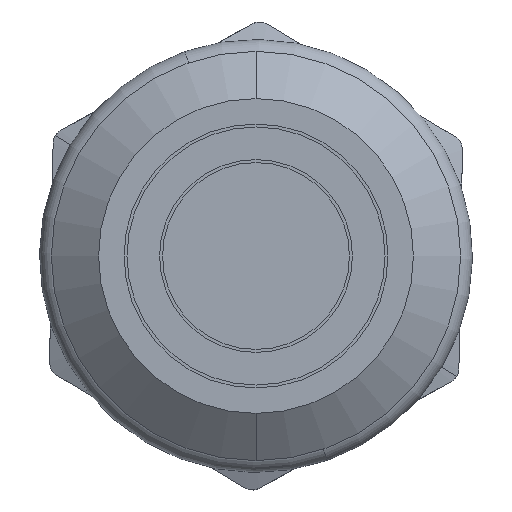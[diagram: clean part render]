
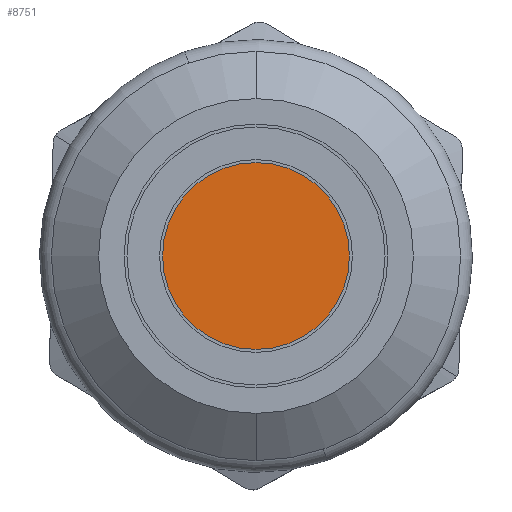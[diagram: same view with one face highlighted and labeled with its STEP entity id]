
A CAD part, left-side view. The second image highlights one B-rep face of the part: STEP entity #8751.
In plain terms, the highlighted planar face has unit normal (-1, 0, 0).
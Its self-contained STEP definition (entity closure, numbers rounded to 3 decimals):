
#339 = CARTESIAN_POINT ( 'NONE',  ( 0., 0., 0. ) ) ;
#357 = DIRECTION ( 'NONE',  ( -1., 0., 0. ) ) ;
#428 = FACE_OUTER_BOUND ( 'NONE', #673, .T. ) ;
#673 = EDGE_LOOP ( 'NONE', ( #3131, #2790 ) ) ;
#1615 = AXIS2_PLACEMENT_3D ( 'NONE', #5225, #357, #4530 ) ;
#2609 = PLANE ( 'NONE',  #6778 ) ;
#2790 = ORIENTED_EDGE ( 'NONE', *, *, #8298, .T. ) ;
#3131 = ORIENTED_EDGE ( 'NONE', *, *, #4457, .T. ) ;
#3136 = DIRECTION ( 'NONE',  ( 0., 0., -1. ) ) ;
#3933 = CARTESIAN_POINT ( 'NONE',  ( 0., 0., 0. ) ) ;
#4457 = EDGE_CURVE ( 'NONE', #8738, #7439, #6298, .T. ) ;
#4530 = DIRECTION ( 'NONE',  ( 0., 0., 1. ) ) ;
#4731 = DIRECTION ( 'NONE',  ( 1., 0., 0. ) ) ;
#5225 = CARTESIAN_POINT ( 'NONE',  ( 0., 0., 0. ) ) ;
#5381 = DIRECTION ( 'NONE',  ( -1., 0., 0. ) ) ;
#5442 = CARTESIAN_POINT ( 'NONE',  ( 0., 0., -3.15 ) ) ;
#5586 = CIRCLE ( 'NONE', #1615, 3.15 ) ;
#6034 = DIRECTION ( 'NONE',  ( 0., 0., 1. ) ) ;
#6298 = CIRCLE ( 'NONE', #7504, 3.15 ) ;
#6778 = AXIS2_PLACEMENT_3D ( 'NONE', #339, #4731, #3136 ) ;
#7439 = VERTEX_POINT ( 'NONE', #5442 ) ;
#7504 = AXIS2_PLACEMENT_3D ( 'NONE', #3933, #5381, #6034 ) ;
#7943 = CARTESIAN_POINT ( 'NONE',  ( 0., 0., 3.15 ) ) ;
#8298 = EDGE_CURVE ( 'NONE', #7439, #8738, #5586, .T. ) ;
#8738 = VERTEX_POINT ( 'NONE', #7943 ) ;
#8751 = ADVANCED_FACE ( 'NONE', ( #428 ), #2609, .F. ) ;
